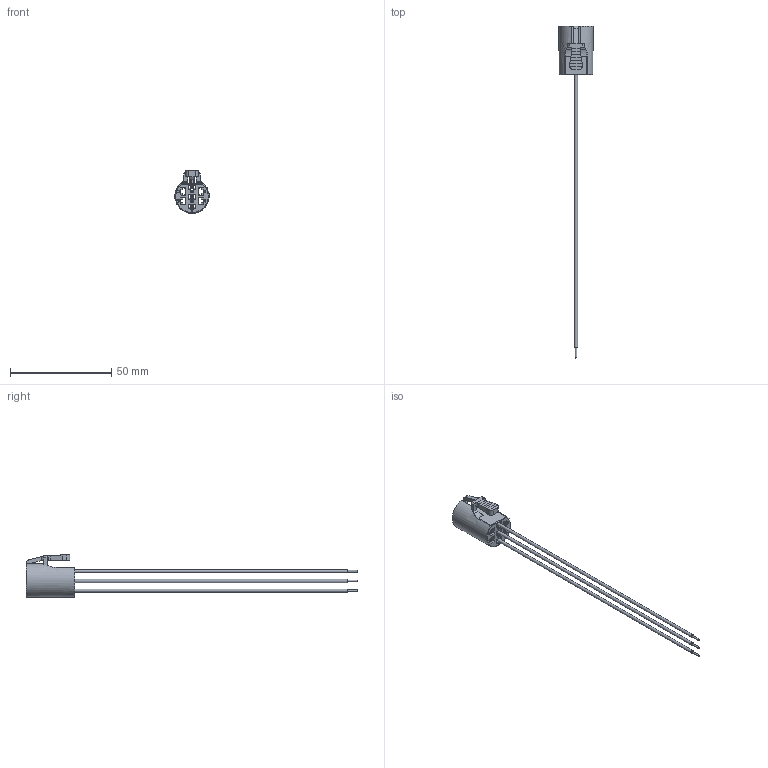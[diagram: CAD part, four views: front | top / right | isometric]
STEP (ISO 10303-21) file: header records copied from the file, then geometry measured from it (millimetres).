
FILE_DESCRIPTION(/* description */ (''),/* implementation_level */ '2;1');
FILE_NAME(/* name */ 'PVPB3WSN.stp',/* time_stamp */ '2024-12-12T10:58:11-06:00',/* author */ ('jsteinblock'),/* organization */ (''),/* preprocessor_version */ 'ST-DEVELOPER v20',/* originating_system */ 'Autodesk Inventor 2022',/* authorisation */ '');
FILE_SCHEMA (('AUTOMOTIVE_DESIGN { 1 0 10303 214 3 1 1 }'));
Length unit declared in the file: inch
Products named in the file (1): PVPB3WSN
Bounding box: 17.01 x 164.1 x 21.21 mm (x, y, z)
Volume: 3090 mm3; surface area: 5717.1 mm2
Topology: 4 solids, 4 shells, 717 faces, 2067 edges, 1370 vertices
Faces by surface type: plane 551, bspline 157, cylinder 6, sphere 2, torus 1
Full cylindrical faces by diameter (mm): 0.8 x3, 1.6 x3
Entity records: 30718 total; most frequent: CARTESIAN_POINT 12881, ORIENTED_EDGE 4134, DIRECTION 2908, EDGE_CURVE 2067, LINE 1698, VECTOR 1698, VERTEX_POINT 1370, EDGE_LOOP 757
